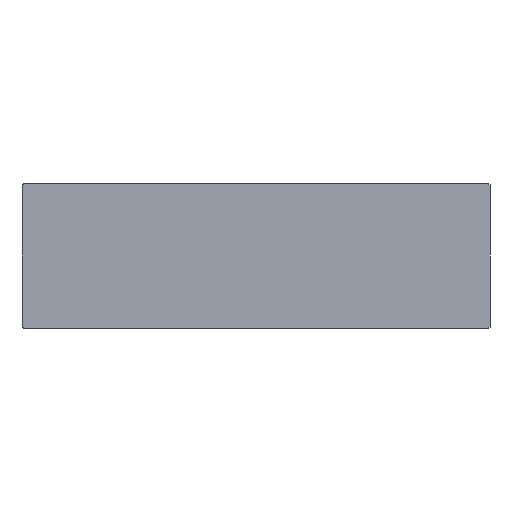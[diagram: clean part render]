
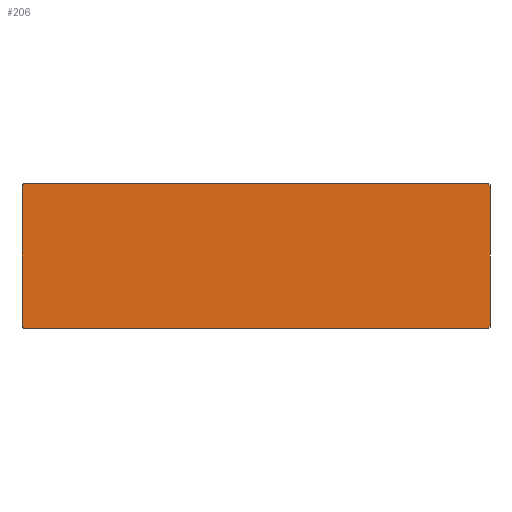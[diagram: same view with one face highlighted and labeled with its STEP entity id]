
A CAD part, front view. The second image highlights one B-rep face of the part: STEP entity #206.
In plain terms, the highlighted planar face has unit normal (0, -1, 0).
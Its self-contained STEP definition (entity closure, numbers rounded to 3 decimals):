
#170 = CARTESIAN_POINT ( 'NONE',  ( 0., 0., 94.998 ) ) ;
#195 = CARTESIAN_POINT ( 'NONE',  ( 0., 0., 97. ) ) ;
#196 = VERTEX_POINT ( 'NONE', #1459 ) ;
#199 = CARTESIAN_POINT ( 'NONE',  ( 310.498, 0., 0. ) ) ;
#204 = ORIENTED_EDGE ( 'NONE', *, *, #332, .F. ) ;
#205 = VECTOR ( 'NONE', #1991, 1000. ) ;
#206 = ADVANCED_FACE ( 'NONE', ( #2036 ), #1287, .F. ) ;
#211 = DIRECTION ( 'NONE',  ( 0., 0., -1. ) ) ;
#236 = VERTEX_POINT ( 'NONE', #1942 ) ;
#256 = CARTESIAN_POINT ( 'NONE',  ( 689.502, 0., -94.998 ) ) ;
#286 = CARTESIAN_POINT ( 'NONE',  ( 312.5, 0., 94.998 ) ) ;
#308 = VECTOR ( 'NONE', #1389, 1000. ) ;
#319 = LINE ( 'NONE', #170, #1838 ) ;
#332 = EDGE_CURVE ( 'NONE', #399, #1234, #342, .T. ) ;
#342 = LINE ( 'NONE', #199, #1215 ) ;
#385 = VERTEX_POINT ( 'NONE', #1190 ) ;
#388 = VECTOR ( 'NONE', #1134, 1000. ) ;
#399 = VERTEX_POINT ( 'NONE', #1028 ) ;
#417 = DIRECTION ( 'NONE',  ( 0., 0., 1. ) ) ;
#496 = VECTOR ( 'NONE', #1543, 1000. ) ;
#506 = CARTESIAN_POINT ( 'NONE',  ( 0., 0., 0. ) ) ;
#542 = LINE ( 'NONE', #1642, #1198 ) ;
#548 = EDGE_CURVE ( 'NONE', #756, #385, #319, .T. ) ;
#569 = VECTOR ( 'NONE', #2018, 1000. ) ;
#572 = CARTESIAN_POINT ( 'NONE',  ( 312.5, 0., 0. ) ) ;
#583 = CARTESIAN_POINT ( 'NONE',  ( 310.498, 0., 94.998 ) ) ;
#585 = CARTESIAN_POINT ( 'NONE',  ( -310.498, 0., 0. ) ) ;
#622 = LINE ( 'NONE', #1523, #569 ) ;
#644 = ORIENTED_EDGE ( 'NONE', *, *, #993, .T. ) ;
#653 = DIRECTION ( 'NONE',  ( -1., 0., 0. ) ) ;
#710 = EDGE_CURVE ( 'NONE', #399, #973, #1363, .T. ) ;
#732 = ORIENTED_EDGE ( 'NONE', *, *, #1042, .F. ) ;
#737 = EDGE_CURVE ( 'NONE', #236, #895, #1057, .T. ) ;
#752 = CARTESIAN_POINT ( 'NONE',  ( -310.498, 0., -97. ) ) ;
#755 = ORIENTED_EDGE ( 'NONE', *, *, #1670, .F. ) ;
#756 = VERTEX_POINT ( 'NONE', #2003 ) ;
#759 = LINE ( 'NONE', #1891, #308 ) ;
#834 = EDGE_CURVE ( 'NONE', #895, #385, #1461, .T. ) ;
#840 = DIRECTION ( 'NONE',  ( 0., 0., -1. ) ) ;
#895 = VERTEX_POINT ( 'NONE', #1321 ) ;
#908 = LINE ( 'NONE', #2028, #1401 ) ;
#915 = CARTESIAN_POINT ( 'NONE',  ( 0., 0., -94.998 ) ) ;
#925 = AXIS2_PLACEMENT_3D ( 'NONE', #506, #996, #1148 ) ;
#957 = ORIENTED_EDGE ( 'NONE', *, *, #548, .T. ) ;
#973 = VERTEX_POINT ( 'NONE', #1085 ) ;
#993 = EDGE_CURVE ( 'NONE', #973, #1059, #1561, .T. ) ;
#996 = DIRECTION ( 'NONE',  ( 0., 1., 0. ) ) ;
#1028 = CARTESIAN_POINT ( 'NONE',  ( 310.498, 0., -94.998 ) ) ;
#1030 = EDGE_CURVE ( 'NONE', #1760, #1059, #759, .T. ) ;
#1036 = ORIENTED_EDGE ( 'NONE', *, *, #1798, .F. ) ;
#1042 = EDGE_CURVE ( 'NONE', #196, #1760, #622, .T. ) ;
#1057 = LINE ( 'NONE', #256, #1629 ) ;
#1059 = VERTEX_POINT ( 'NONE', #286 ) ;
#1065 = LINE ( 'NONE', #585, #496 ) ;
#1085 = CARTESIAN_POINT ( 'NONE',  ( 312.5, 0., -94.998 ) ) ;
#1134 = DIRECTION ( 'NONE',  ( 1., 0., 0. ) ) ;
#1148 = DIRECTION ( 'NONE',  ( 1., 0., 0. ) ) ;
#1190 = CARTESIAN_POINT ( 'NONE',  ( -312.5, 0., 94.998 ) ) ;
#1193 = CARTESIAN_POINT ( 'NONE',  ( -310.498, 0., 97. ) ) ;
#1198 = VECTOR ( 'NONE', #211, 1000. ) ;
#1215 = VECTOR ( 'NONE', #840, 1000. ) ;
#1234 = VERTEX_POINT ( 'NONE', #1483 ) ;
#1287 = PLANE ( 'NONE',  #925 ) ;
#1295 = EDGE_LOOP ( 'NONE', ( #755, #204, #1983, #644, #1897, #732, #1036, #1529, #957, #1829, #1666, #1352 ) ) ;
#1302 = VECTOR ( 'NONE', #417, 1000. ) ;
#1321 = CARTESIAN_POINT ( 'NONE',  ( -312.5, 0., -94.998 ) ) ;
#1352 = ORIENTED_EDGE ( 'NONE', *, *, #1522, .T. ) ;
#1363 = LINE ( 'NONE', #915, #205 ) ;
#1384 = EDGE_CURVE ( 'NONE', #756, #1435, #1065, .T. ) ;
#1389 = DIRECTION ( 'NONE',  ( 1., 0., 0. ) ) ;
#1401 = VECTOR ( 'NONE', #1569, 1000. ) ;
#1435 = VERTEX_POINT ( 'NONE', #1193 ) ;
#1459 = CARTESIAN_POINT ( 'NONE',  ( 310.498, 0., 97. ) ) ;
#1461 = LINE ( 'NONE', #1495, #1540 ) ;
#1483 = CARTESIAN_POINT ( 'NONE',  ( 310.498, 0., -97. ) ) ;
#1495 = CARTESIAN_POINT ( 'NONE',  ( -312.5, 0., 0. ) ) ;
#1522 = EDGE_CURVE ( 'NONE', #236, #1595, #542, .T. ) ;
#1523 = CARTESIAN_POINT ( 'NONE',  ( 310.498, 0., 95. ) ) ;
#1526 = DIRECTION ( 'NONE',  ( -1., 0., 0. ) ) ;
#1529 = ORIENTED_EDGE ( 'NONE', *, *, #1384, .F. ) ;
#1540 = VECTOR ( 'NONE', #1793, 1000. ) ;
#1543 = DIRECTION ( 'NONE',  ( 0., 0., 1. ) ) ;
#1561 = LINE ( 'NONE', #572, #1302 ) ;
#1569 = DIRECTION ( 'NONE',  ( -1., 0., 0. ) ) ;
#1595 = VERTEX_POINT ( 'NONE', #752 ) ;
#1629 = VECTOR ( 'NONE', #1526, 1000. ) ;
#1642 = CARTESIAN_POINT ( 'NONE',  ( -310.498, 0., 0. ) ) ;
#1666 = ORIENTED_EDGE ( 'NONE', *, *, #737, .F. ) ;
#1670 = EDGE_CURVE ( 'NONE', #1234, #1595, #908, .T. ) ;
#1736 = LINE ( 'NONE', #195, #388 ) ;
#1760 = VERTEX_POINT ( 'NONE', #583 ) ;
#1793 = DIRECTION ( 'NONE',  ( 0., 0., 1. ) ) ;
#1798 = EDGE_CURVE ( 'NONE', #1435, #196, #1736, .T. ) ;
#1829 = ORIENTED_EDGE ( 'NONE', *, *, #834, .F. ) ;
#1838 = VECTOR ( 'NONE', #653, 1000. ) ;
#1891 = CARTESIAN_POINT ( 'NONE',  ( 0., 0., 94.998 ) ) ;
#1897 = ORIENTED_EDGE ( 'NONE', *, *, #1030, .F. ) ;
#1942 = CARTESIAN_POINT ( 'NONE',  ( -310.498, 0., -94.998 ) ) ;
#1983 = ORIENTED_EDGE ( 'NONE', *, *, #710, .T. ) ;
#1991 = DIRECTION ( 'NONE',  ( 1., 0., 0. ) ) ;
#2003 = CARTESIAN_POINT ( 'NONE',  ( -310.498, 0., 94.998 ) ) ;
#2018 = DIRECTION ( 'NONE',  ( 0., 0., -1. ) ) ;
#2028 = CARTESIAN_POINT ( 'NONE',  ( 0., 0., -97. ) ) ;
#2036 = FACE_OUTER_BOUND ( 'NONE', #1295, .T. ) ;
